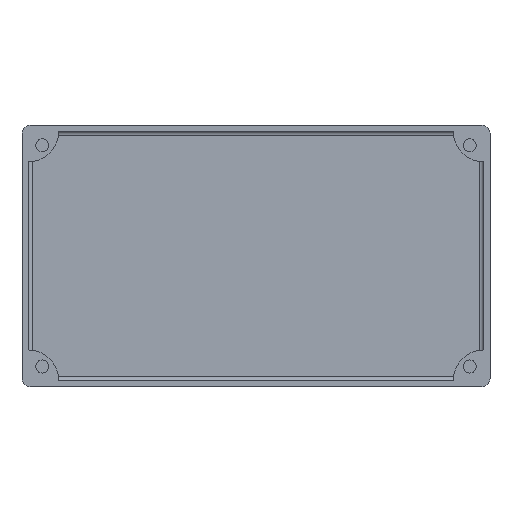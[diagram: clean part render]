
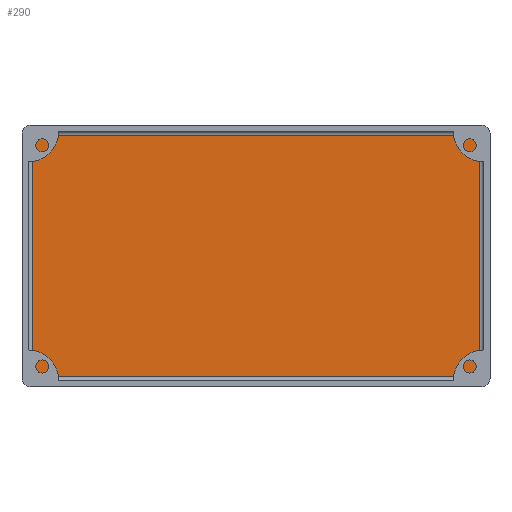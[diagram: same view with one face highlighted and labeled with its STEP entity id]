
A CAD part, top view. The second image highlights one B-rep face of the part: STEP entity #290.
In plain terms, the highlighted planar face has unit normal (0, 0, 1).
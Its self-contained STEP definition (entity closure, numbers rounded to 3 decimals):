
#217 = LINE ( 'NONE', #692, #1519 ) ;
#241 = VERTEX_POINT ( 'NONE', #1467 ) ;
#267 = CARTESIAN_POINT ( 'NONE',  ( 33.535, 40.697, 1.5 ) ) ;
#284 = PLANE ( 'NONE',  #1071 ) ;
#290 = ADVANCED_FACE ( 'NONE', ( #1129 ), #284, .F. ) ;
#294 = VERTEX_POINT ( 'NONE', #1240 ) ;
#334 = ORIENTED_EDGE ( 'NONE', *, *, #1113, .T. ) ;
#347 = LINE ( 'NONE', #1010, #857 ) ;
#384 = DIRECTION ( 'NONE',  ( 0., 1., 0. ) ) ;
#397 = EDGE_CURVE ( 'NONE', #1398, #294, #347, .T. ) ;
#408 = CARTESIAN_POINT ( 'NONE',  ( 0., 0., 1.5 ) ) ;
#422 = DIRECTION ( 'NONE',  ( -1., 0., 0. ) ) ;
#571 = DIRECTION ( 'NONE',  ( 1., 0., 0. ) ) ;
#579 = EDGE_LOOP ( 'NONE', ( #334, #1009, #724, #1190 ) ) ;
#692 = CARTESIAN_POINT ( 'NONE',  ( -75.965, -20.303, 1.5 ) ) ;
#694 = CARTESIAN_POINT ( 'NONE',  ( 34.535, -19.303, 1.5 ) ) ;
#724 = ORIENTED_EDGE ( 'NONE', *, *, #1298, .T. ) ;
#748 = LINE ( 'NONE', #694, #1037 ) ;
#824 = DIRECTION ( 'NONE',  ( 0., -1., 0. ) ) ;
#829 = CARTESIAN_POINT ( 'NONE',  ( 33.535, 39.697, 1.5 ) ) ;
#857 = VECTOR ( 'NONE', #422, 1000. ) ;
#900 = EDGE_CURVE ( 'NONE', #1319, #241, #748, .T. ) ;
#1009 = ORIENTED_EDGE ( 'NONE', *, *, #397, .T. ) ;
#1010 = CARTESIAN_POINT ( 'NONE',  ( -76.965, 39.697, 1.5 ) ) ;
#1037 = VECTOR ( 'NONE', #571, 1000. ) ;
#1071 = AXIS2_PLACEMENT_3D ( 'NONE', #408, #1349, #1366 ) ;
#1113 = EDGE_CURVE ( 'NONE', #241, #1398, #1278, .T. ) ;
#1129 = FACE_OUTER_BOUND ( 'NONE', #579, .T. ) ;
#1190 = ORIENTED_EDGE ( 'NONE', *, *, #900, .T. ) ;
#1240 = CARTESIAN_POINT ( 'NONE',  ( -75.965, 39.697, 1.5 ) ) ;
#1278 = LINE ( 'NONE', #267, #1455 ) ;
#1298 = EDGE_CURVE ( 'NONE', #294, #1319, #217, .T. ) ;
#1319 = VERTEX_POINT ( 'NONE', #1510 ) ;
#1349 = DIRECTION ( 'NONE',  ( 0., 0., -1. ) ) ;
#1366 = DIRECTION ( 'NONE',  ( -1., 0., 0. ) ) ;
#1398 = VERTEX_POINT ( 'NONE', #829 ) ;
#1455 = VECTOR ( 'NONE', #384, 1000. ) ;
#1467 = CARTESIAN_POINT ( 'NONE',  ( 33.535, -19.303, 1.5 ) ) ;
#1510 = CARTESIAN_POINT ( 'NONE',  ( -75.965, -19.303, 1.5 ) ) ;
#1519 = VECTOR ( 'NONE', #824, 1000. ) ;
